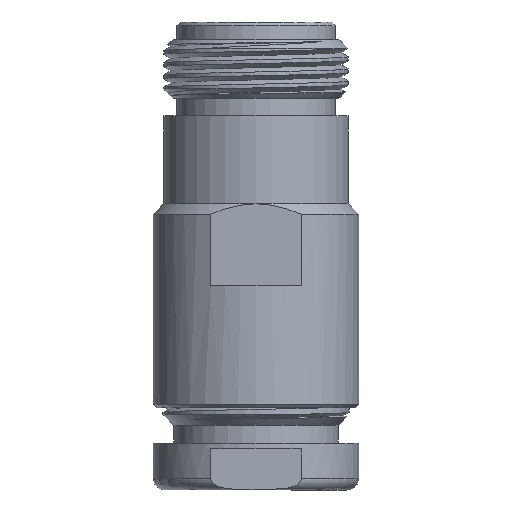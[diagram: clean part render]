
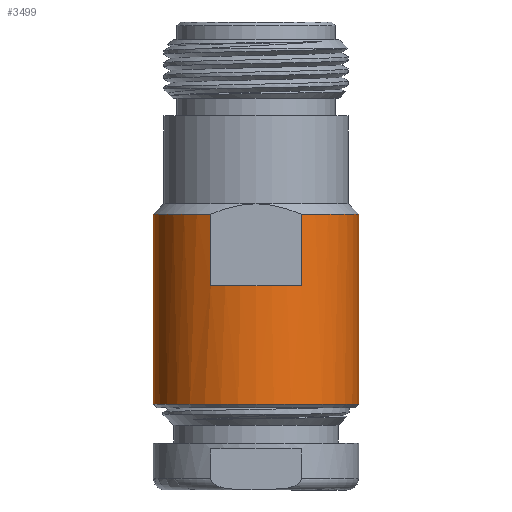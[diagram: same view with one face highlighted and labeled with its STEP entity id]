
A CAD part, left-side view. The second image highlights one B-rep face of the part: STEP entity #3499.
In plain terms, the highlighted cylindrical face has radius 8.75 mm (diameter 17.5 mm), a partial arc.
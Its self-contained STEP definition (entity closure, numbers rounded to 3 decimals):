
#30 = CARTESIAN_POINT ( 'NONE',  ( 0., 0., 16.5 ) ) ;
#177 = CARTESIAN_POINT ( 'NONE',  ( 0., 8.75, 16.5 ) ) ;
#211 = EDGE_CURVE ( 'NONE', #1850, #1248, #4037, .T. ) ;
#233 = DIRECTION ( 'NONE',  ( 0., 1., 0. ) ) ;
#433 = CARTESIAN_POINT ( 'NONE',  ( 0., -8.75, 16.5 ) ) ;
#467 = CARTESIAN_POINT ( 'NONE',  ( 0., 0., 0. ) ) ;
#547 = ORIENTED_EDGE ( 'NONE', *, *, #1203, .T. ) ;
#552 = DIRECTION ( 'NONE',  ( 0., 0., -1. ) ) ;
#569 = ORIENTED_EDGE ( 'NONE', *, *, #211, .T. ) ;
#594 = LINE ( 'NONE', #1554, #3208 ) ;
#688 = CARTESIAN_POINT ( 'NONE',  ( 0., 0., 16.5 ) ) ;
#732 = DIRECTION ( 'NONE',  ( 0., 0., -1. ) ) ;
#796 = VERTEX_POINT ( 'NONE', #3177 ) ;
#861 = CARTESIAN_POINT ( 'NONE',  ( 0., -8.75, 0. ) ) ;
#1045 = ORIENTED_EDGE ( 'NONE', *, *, #1588, .F. ) ;
#1144 = VERTEX_POINT ( 'NONE', #433 ) ;
#1203 = EDGE_CURVE ( 'NONE', #3699, #1850, #4085, .T. ) ;
#1248 = VERTEX_POINT ( 'NONE', #2677 ) ;
#1322 = VECTOR ( 'NONE', #2374, 1000. ) ;
#1406 = CARTESIAN_POINT ( 'NONE',  ( 0., -8.75, 0.3 ) ) ;
#1408 = CARTESIAN_POINT ( 'NONE',  ( -7.85, -3.865, 10.4 ) ) ;
#1450 = AXIS2_PLACEMENT_3D ( 'NONE', #688, #1998, #1673 ) ;
#1456 = EDGE_LOOP ( 'NONE', ( #1045, #3871, #2073, #3548, #2803, #547, #569, #2783 ) ) ;
#1470 = DIRECTION ( 'NONE',  ( 0., -1., 0. ) ) ;
#1498 = LINE ( 'NONE', #861, #3900 ) ;
#1554 = CARTESIAN_POINT ( 'NONE',  ( -7.85, -3.865, 0. ) ) ;
#1588 = EDGE_CURVE ( 'NONE', #1144, #2431, #1498, .T. ) ;
#1673 = DIRECTION ( 'NONE',  ( 0., 1., 0. ) ) ;
#1752 = DIRECTION ( 'NONE',  ( 0., 0., -1. ) ) ;
#1777 = CIRCLE ( 'NONE', #4146, 8.75 ) ;
#1821 = DIRECTION ( 'NONE',  ( 0., 0., -1. ) ) ;
#1850 = VERTEX_POINT ( 'NONE', #177 ) ;
#1984 = DIRECTION ( 'NONE',  ( 0., 1., 0. ) ) ;
#1998 = DIRECTION ( 'NONE',  ( 0., 0., -1. ) ) ;
#2035 = EDGE_CURVE ( 'NONE', #2310, #3454, #1777, .T. ) ;
#2071 = EDGE_CURVE ( 'NONE', #1248, #2431, #2588, .T. ) ;
#2073 = ORIENTED_EDGE ( 'NONE', *, *, #3363, .T. ) ;
#2123 = AXIS2_PLACEMENT_3D ( 'NONE', #30, #732, #1984 ) ;
#2310 = VERTEX_POINT ( 'NONE', #1408 ) ;
#2374 = DIRECTION ( 'NONE',  ( 0., 0., 1. ) ) ;
#2431 = VERTEX_POINT ( 'NONE', #1406 ) ;
#2588 = CIRCLE ( 'NONE', #3467, 8.75 ) ;
#2677 = CARTESIAN_POINT ( 'NONE',  ( 0., 8.75, 0.3 ) ) ;
#2704 = CARTESIAN_POINT ( 'NONE',  ( -7.85, 3.865, 0. ) ) ;
#2748 = LINE ( 'NONE', #2704, #1322 ) ;
#2783 = ORIENTED_EDGE ( 'NONE', *, *, #2071, .T. ) ;
#2803 = ORIENTED_EDGE ( 'NONE', *, *, #3863, .T. ) ;
#3045 = DIRECTION ( 'NONE',  ( 0., 1., 0. ) ) ;
#3065 = CYLINDRICAL_SURFACE ( 'NONE', #4075, 8.75 ) ;
#3110 = CARTESIAN_POINT ( 'NONE',  ( 0., 8.75, 0. ) ) ;
#3177 = CARTESIAN_POINT ( 'NONE',  ( -7.85, -3.865, 16.5 ) ) ;
#3208 = VECTOR ( 'NONE', #3507, 1000. ) ;
#3339 = VECTOR ( 'NONE', #1752, 1000. ) ;
#3363 = EDGE_CURVE ( 'NONE', #796, #2310, #594, .T. ) ;
#3400 = DIRECTION ( 'NONE',  ( 0., 0., -1. ) ) ;
#3417 = EDGE_CURVE ( 'NONE', #1144, #796, #3618, .T. ) ;
#3451 = CARTESIAN_POINT ( 'NONE',  ( 0., 0., 10.4 ) ) ;
#3454 = VERTEX_POINT ( 'NONE', #3705 ) ;
#3467 = AXIS2_PLACEMENT_3D ( 'NONE', #4084, #3693, #233 ) ;
#3499 = ADVANCED_FACE ( 'NONE', ( #3994 ), #3065, .T. ) ;
#3507 = DIRECTION ( 'NONE',  ( 0., 0., -1. ) ) ;
#3548 = ORIENTED_EDGE ( 'NONE', *, *, #2035, .T. ) ;
#3564 = CARTESIAN_POINT ( 'NONE',  ( -7.85, 3.865, 16.5 ) ) ;
#3618 = CIRCLE ( 'NONE', #1450, 8.75 ) ;
#3693 = DIRECTION ( 'NONE',  ( 0., 0., 1. ) ) ;
#3699 = VERTEX_POINT ( 'NONE', #3564 ) ;
#3705 = CARTESIAN_POINT ( 'NONE',  ( -7.85, 3.865, 10.4 ) ) ;
#3863 = EDGE_CURVE ( 'NONE', #3454, #3699, #2748, .T. ) ;
#3871 = ORIENTED_EDGE ( 'NONE', *, *, #3417, .T. ) ;
#3900 = VECTOR ( 'NONE', #552, 1000. ) ;
#3994 = FACE_OUTER_BOUND ( 'NONE', #1456, .T. ) ;
#4037 = LINE ( 'NONE', #3110, #3339 ) ;
#4075 = AXIS2_PLACEMENT_3D ( 'NONE', #467, #3400, #3045 ) ;
#4084 = CARTESIAN_POINT ( 'NONE',  ( 0., 0., 0.3 ) ) ;
#4085 = CIRCLE ( 'NONE', #2123, 8.75 ) ;
#4146 = AXIS2_PLACEMENT_3D ( 'NONE', #3451, #1821, #1470 ) ;
